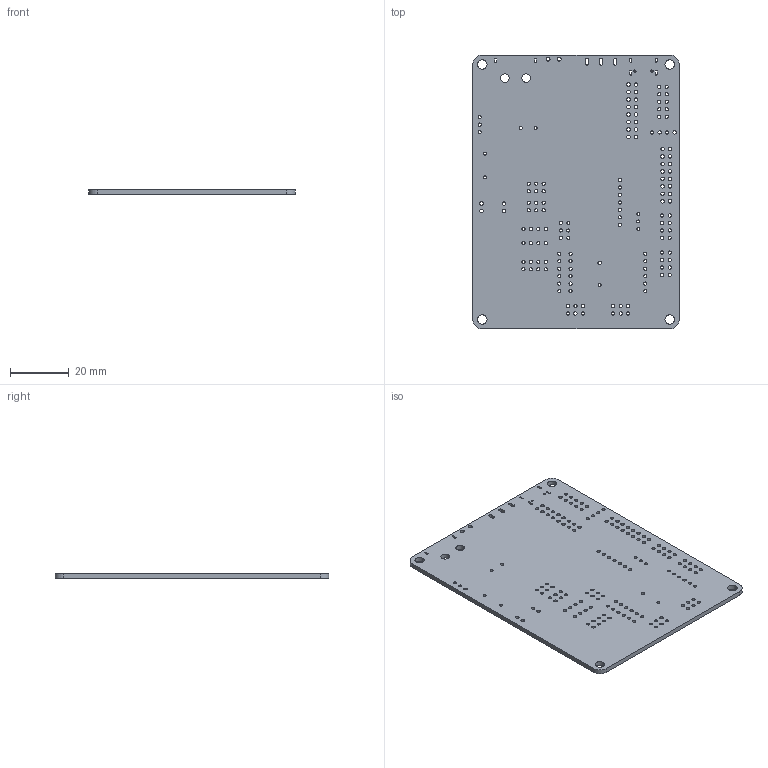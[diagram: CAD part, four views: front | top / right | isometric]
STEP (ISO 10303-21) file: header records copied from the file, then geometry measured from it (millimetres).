
FILE_DESCRIPTION(('Designed by EasyEDA Pro'),'2;1');
FILE_NAME('Open CASCADE Shape Model','2026-01-17T21:58:21',('Author'),( 'Open CASCADE'),'Open CASCADE STEP processor 7.8','Open CASCADE 7.8' ,'Unknown');
FILE_SCHEMA(('AUTOMOTIVE_DESIGN { 1 0 10303 214 1 1 1 1 }'));
Length unit declared in the file: millimetre
Products named in the file (6): EasyEDA PCB Model~gg4W; Board~gg4W; TopCopper~gg4W; BottomCopper~gg4W; TopFpcStiffener~gg4W; BottomFpcStiffener~gg4W
Assembly tree (5 placements, depth 2):
  EasyEDA PCB Model~gg4W
    Board~gg4W
    TopCopper~gg4W
    BottomCopper~gg4W
    TopFpcStiffener~gg4W
    BottomFpcStiffener~gg4W
Bounding box: 69.97 x 92.97 x 1.59 mm (x, y, z)
Volume: 9978.3 mm3; surface area: 14097.3 mm2
Topology: 1 solids, 1 shells, 364 faces, 1086 edges, 724 vertices
Faces by surface type: cylinder 340, plane 24
Entity records: 15968 total; most frequent: DIRECTION 2506, CARTESIAN_POINT 2180, ORIENTED_EDGE 2172, EDGE_CURVE 1086, AXIS2_PLACEMENT_3D 1050, VERTEX_POINT 724, FACE_BOUND 700, EDGE_LOOP 700
